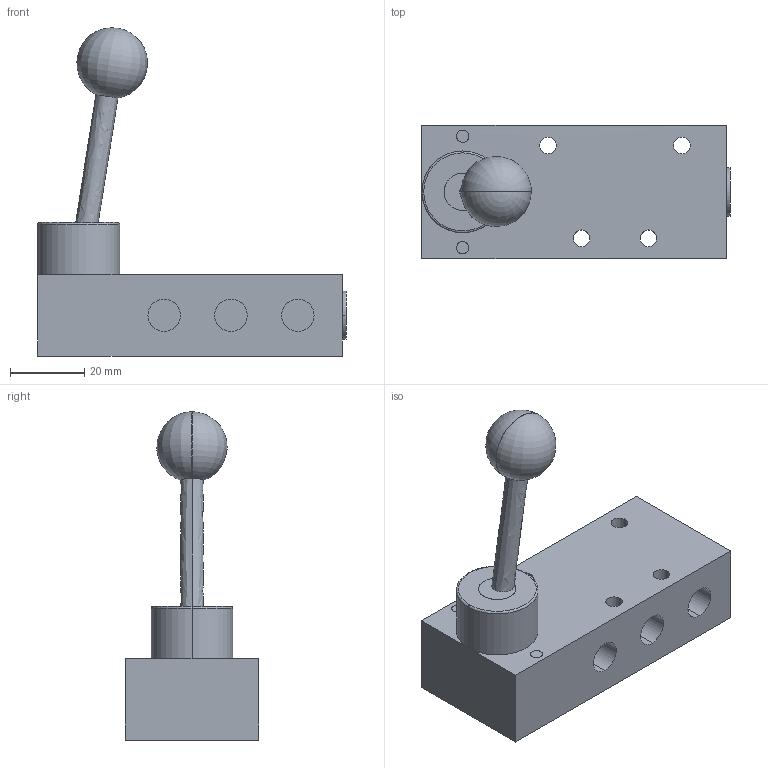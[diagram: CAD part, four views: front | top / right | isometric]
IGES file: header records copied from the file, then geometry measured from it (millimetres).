
Start section:  PTC IGES file: HV_R 511_520 501.igs
Global section: file name: HV_R 511_520 501.igs; native system: b.tamas by Parametric Technology Corporation; preprocessor: 2001360; author: Unknown; organization: PTC; date: 070202.134024; units: millimetre
Bounding box: 83 x 36 x 88.39 mm (x, y, z)
Surface area: 16305.6 mm2 (no closed solid volume)
Topology: 0 solids, 0 shells, 44 faces, 198 edges, 195 vertices
Faces by surface type: revolution 28, bspline 16
